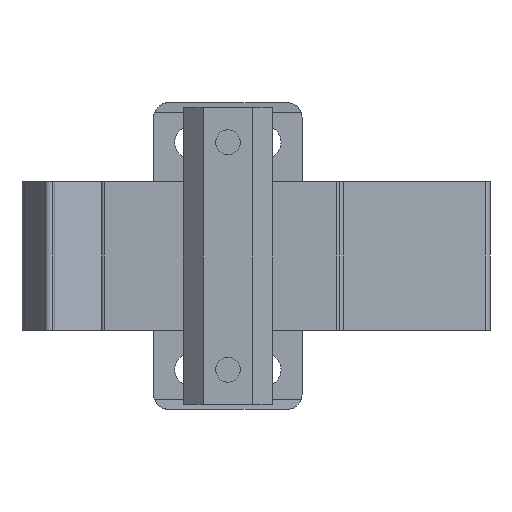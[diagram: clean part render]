
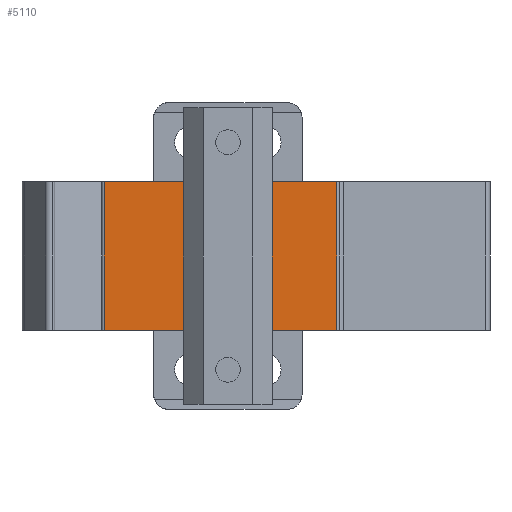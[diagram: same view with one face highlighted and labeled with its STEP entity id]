
A CAD part, front view. The second image highlights one B-rep face of the part: STEP entity #5110.
In plain terms, the highlighted planar face has unit normal (0, -1, 0).
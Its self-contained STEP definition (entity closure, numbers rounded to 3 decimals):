
#196 = VERTEX_POINT ( 'NONE', #3924 ) ;
#446 = EDGE_LOOP ( 'NONE', ( #2419, #2652, #2654, #2655 ) ) ;
#1194 = VECTOR ( 'NONE', #5577, 1000. ) ;
#1196 = LINE ( 'NONE', #5579, #1194 ) ;
#1198 = VECTOR ( 'NONE', #5592, 1000. ) ;
#1200 = LINE ( 'NONE', #5593, #1198 ) ;
#1448 = FACE_OUTER_BOUND ( 'NONE', #446, .T. ) ;
#2419 = ORIENTED_EDGE ( 'NONE', *, *, #5696, .T. ) ;
#2502 = VERTEX_POINT ( 'NONE', #3452 ) ;
#2557 = VERTEX_POINT ( 'NONE', #3467 ) ;
#2652 = ORIENTED_EDGE ( 'NONE', *, *, #5788, .F. ) ;
#2654 = ORIENTED_EDGE ( 'NONE', *, *, #5699, .F. ) ;
#2655 = ORIENTED_EDGE ( 'NONE', *, *, #5782, .T. ) ;
#2744 = VERTEX_POINT ( 'NONE', #3526 ) ;
#3101 = VECTOR ( 'NONE', #5227, 1000. ) ;
#3103 = LINE ( 'NONE', #5228, #3101 ) ;
#3111 = VECTOR ( 'NONE', #5237, 1000. ) ;
#3114 = LINE ( 'NONE', #5238, #3111 ) ;
#3330 = CARTESIAN_POINT ( 'NONE',  ( -23.76, -7.943, 15. ) ) ;
#3337 = DIRECTION ( 'NONE',  ( 0., 0., 1. ) ) ;
#3338 = DIRECTION ( 'NONE',  ( 0., 1., 0. ) ) ;
#3342 = PLANE ( 'NONE',  #4724 ) ;
#3452 = CARTESIAN_POINT ( 'NONE',  ( 23.24, -7.943, -15. ) ) ;
#3467 = CARTESIAN_POINT ( 'NONE',  ( -23.76, -7.943, 15. ) ) ;
#3526 = CARTESIAN_POINT ( 'NONE',  ( -23.76, -7.943, -15. ) ) ;
#3924 = CARTESIAN_POINT ( 'NONE',  ( 23.24, -7.943, 15. ) ) ;
#4724 = AXIS2_PLACEMENT_3D ( 'NONE', #3330, #3338, #3337 ) ;
#5110 = ADVANCED_FACE ( 'NONE', ( #1448 ), #3342, .F. ) ;
#5227 = DIRECTION ( 'NONE',  ( 0., 0., -1. ) ) ;
#5228 = CARTESIAN_POINT ( 'NONE',  ( 23.24, -7.943, 15. ) ) ;
#5237 = DIRECTION ( 'NONE',  ( 0., 0., -1. ) ) ;
#5238 = CARTESIAN_POINT ( 'NONE',  ( -23.76, -7.943, 15. ) ) ;
#5577 = DIRECTION ( 'NONE',  ( 1., 0., 0. ) ) ;
#5579 = CARTESIAN_POINT ( 'NONE',  ( -23.76, -7.943, 15. ) ) ;
#5592 = DIRECTION ( 'NONE',  ( 1., 0., 0. ) ) ;
#5593 = CARTESIAN_POINT ( 'NONE',  ( -23.76, -7.943, -15. ) ) ;
#5696 = EDGE_CURVE ( 'NONE', #2744, #2502, #1200, .T. ) ;
#5699 = EDGE_CURVE ( 'NONE', #2557, #196, #1196, .T. ) ;
#5782 = EDGE_CURVE ( 'NONE', #2557, #2744, #3114, .T. ) ;
#5788 = EDGE_CURVE ( 'NONE', #196, #2502, #3103, .T. ) ;
